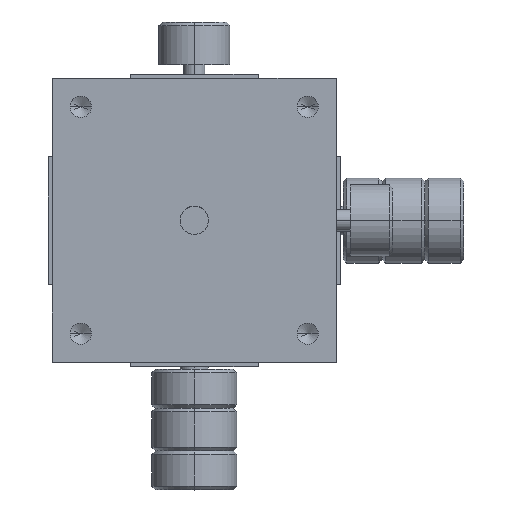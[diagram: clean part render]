
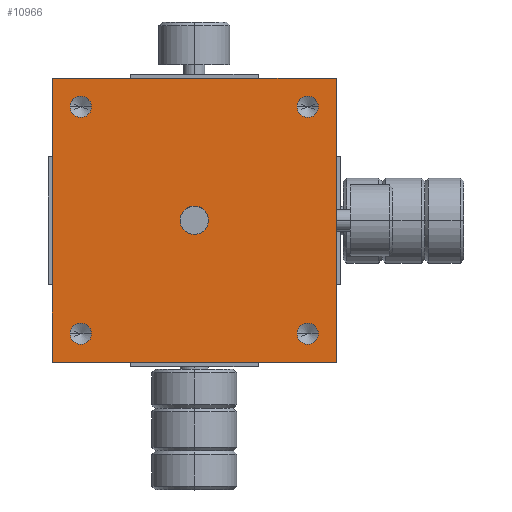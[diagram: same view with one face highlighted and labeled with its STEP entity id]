
A CAD part, top view. The second image highlights one B-rep face of the part: STEP entity #10966.
In plain terms, the highlighted planar face has unit normal (0, 0, 1).
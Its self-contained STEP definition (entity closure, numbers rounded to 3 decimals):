
#10744 = VERTEX_POINT ( 'NONE', #25665 ) ;
#10765 = EDGE_CURVE ( 'NONE', #10744, #10766, #25655, .T. ) ;
#10766 = VERTEX_POINT ( 'NONE', #25656 ) ;
#10889 = VERTEX_POINT ( 'NONE', #25882 ) ;
#10904 = EDGE_CURVE ( 'NONE', #11026, #11027, #25858, .T. ) ;
#10909 = VERTEX_POINT ( 'NONE', #25845 ) ;
#10920 = VERTEX_POINT ( 'NONE', #25825 ) ;
#10922 = EDGE_CURVE ( 'NONE', #10920, #10923, #25824, .T. ) ;
#10923 = VERTEX_POINT ( 'NONE', #25820 ) ;
#10927 = EDGE_CURVE ( 'NONE', #10941, #11001, #25813, .T. ) ;
#10928 = ORIENTED_EDGE ( 'NONE', *, *, #11008, .F. ) ;
#10929 = ORIENTED_EDGE ( 'NONE', *, *, #10931, .T. ) ;
#10930 = ORIENTED_EDGE ( 'NONE', *, *, #10954, .T. ) ;
#10931 = EDGE_CURVE ( 'NONE', #11056, #11049, #25808, .T. ) ;
#10932 = ORIENTED_EDGE ( 'NONE', *, *, #11048, .T. ) ;
#10933 = ORIENTED_EDGE ( 'NONE', *, *, #11037, .T. ) ;
#10938 = ORIENTED_EDGE ( 'NONE', *, *, #10927, .F. ) ;
#10939 = EDGE_LOOP ( 'NONE', ( #10938, #10928 ) ) ;
#10941 = VERTEX_POINT ( 'NONE', #25793 ) ;
#10954 = EDGE_CURVE ( 'NONE', #10998, #10923, #25782, .T. ) ;
#10955 = ORIENTED_EDGE ( 'NONE', *, *, #10922, .F. ) ;
#10956 = ORIENTED_EDGE ( 'NONE', *, *, #10965, .F. ) ;
#10957 = EDGE_LOOP ( 'NONE', ( #10956, #10933, #10930, #10955 ) ) ;
#10965 = EDGE_CURVE ( 'NONE', #11038, #10920, #25773, .T. ) ;
#10966 = ADVANCED_FACE ( 'NONE', ( #25769, #25768, #25767, #25766, #25765, #25764 ), #25763, .T. ) ;
#10998 = VERTEX_POINT ( 'NONE', #25704 ) ;
#10999 = EDGE_CURVE ( 'NONE', #10909, #10889, #25703, .T. ) ;
#11001 = VERTEX_POINT ( 'NONE', #25697 ) ;
#11008 = EDGE_CURVE ( 'NONE', #11001, #10941, #26159, .T. ) ;
#11013 = EDGE_LOOP ( 'NONE', ( #11022, #11024 ) ) ;
#11022 = ORIENTED_EDGE ( 'NONE', *, *, #11023, .T. ) ;
#11023 = EDGE_CURVE ( 'NONE', #10766, #10744, #26167, .T. ) ;
#11024 = ORIENTED_EDGE ( 'NONE', *, *, #10765, .T. ) ;
#11025 = EDGE_LOOP ( 'NONE', ( #11030, #11032 ) ) ;
#11026 = VERTEX_POINT ( 'NONE', #26153 ) ;
#11027 = VERTEX_POINT ( 'NONE', #26152 ) ;
#11030 = ORIENTED_EDGE ( 'NONE', *, *, #11031, .T. ) ;
#11031 = EDGE_CURVE ( 'NONE', #11027, #11026, #26145, .T. ) ;
#11032 = ORIENTED_EDGE ( 'NONE', *, *, #10904, .T. ) ;
#11033 = EDGE_LOOP ( 'NONE', ( #11034, #11066 ) ) ;
#11034 = ORIENTED_EDGE ( 'NONE', *, *, #10999, .T. ) ;
#11037 = EDGE_CURVE ( 'NONE', #11038, #10998, #26139, .T. ) ;
#11038 = VERTEX_POINT ( 'NONE', #26135 ) ;
#11048 = EDGE_CURVE ( 'NONE', #11049, #11056, #26122, .T. ) ;
#11049 = VERTEX_POINT ( 'NONE', #26117 ) ;
#11052 = EDGE_CURVE ( 'NONE', #10889, #10909, #26109, .T. ) ;
#11056 = VERTEX_POINT ( 'NONE', #26093 ) ;
#11066 = ORIENTED_EDGE ( 'NONE', *, *, #11052, .T. ) ;
#11067 = EDGE_LOOP ( 'NONE', ( #10929, #10932 ) ) ;
#25651 = DIRECTION ( 'NONE',  ( 1., 0., 0. ) ) ;
#25652 = DIRECTION ( 'NONE',  ( 0., 0., -1. ) ) ;
#25653 = CARTESIAN_POINT ( 'NONE',  ( -16., 16., 32.25 ) ) ;
#25654 = AXIS2_PLACEMENT_3D ( 'NONE', #25653, #25652, #25651 ) ;
#25655 = CIRCLE ( 'NONE', #25654, 1.5 ) ;
#25656 = CARTESIAN_POINT ( 'NONE',  ( -14.5, 16., 32.25 ) ) ;
#25665 = CARTESIAN_POINT ( 'NONE',  ( -17.5, 16., 32.25 ) ) ;
#25697 = CARTESIAN_POINT ( 'NONE',  ( 0., 2., 32.25 ) ) ;
#25699 = DIRECTION ( 'NONE',  ( 1., 0., 0. ) ) ;
#25700 = DIRECTION ( 'NONE',  ( 0., 0., -1. ) ) ;
#25701 = CARTESIAN_POINT ( 'NONE',  ( -16., -16., 32.25 ) ) ;
#25702 = AXIS2_PLACEMENT_3D ( 'NONE', #25701, #25700, #25699 ) ;
#25703 = CIRCLE ( 'NONE', #25702, 1.5 ) ;
#25704 = CARTESIAN_POINT ( 'NONE',  ( -20., 20., 32.25 ) ) ;
#25759 = DIRECTION ( 'NONE',  ( 0., -1., 0. ) ) ;
#25760 = DIRECTION ( 'NONE',  ( 0., 0., 1. ) ) ;
#25761 = CARTESIAN_POINT ( 'NONE',  ( -20., 60.893, 32.25 ) ) ;
#25762 = AXIS2_PLACEMENT_3D ( 'NONE', #25761, #25760, #25759 ) ;
#25763 = PLANE ( 'NONE',  #25762 ) ;
#25764 = FACE_OUTER_BOUND ( 'NONE', #10957, .T. ) ;
#25765 = FACE_BOUND ( 'NONE', #10939, .T. ) ;
#25766 = FACE_BOUND ( 'NONE', #11067, .T. ) ;
#25767 = FACE_BOUND ( 'NONE', #11033, .T. ) ;
#25768 = FACE_BOUND ( 'NONE', #11025, .T. ) ;
#25769 = FACE_BOUND ( 'NONE', #11013, .T. ) ;
#25770 = DIRECTION ( 'NONE',  ( 0., -1., 0. ) ) ;
#25771 = VECTOR ( 'NONE', #25770, 1000. ) ;
#25772 = CARTESIAN_POINT ( 'NONE',  ( 20., 60.893, 32.25 ) ) ;
#25773 = LINE ( 'NONE', #25772, #25771 ) ;
#25779 = DIRECTION ( 'NONE',  ( 0., -1., 0. ) ) ;
#25780 = VECTOR ( 'NONE', #25779, 1000. ) ;
#25781 = CARTESIAN_POINT ( 'NONE',  ( -20., 60.893, 32.25 ) ) ;
#25782 = LINE ( 'NONE', #25781, #25780 ) ;
#25793 = CARTESIAN_POINT ( 'NONE',  ( 0., -2., 32.25 ) ) ;
#25804 = DIRECTION ( 'NONE',  ( 1., 0., 0. ) ) ;
#25805 = DIRECTION ( 'NONE',  ( 0., 0., -1. ) ) ;
#25806 = CARTESIAN_POINT ( 'NONE',  ( 16., -16., 32.25 ) ) ;
#25807 = AXIS2_PLACEMENT_3D ( 'NONE', #25806, #25805, #25804 ) ;
#25808 = CIRCLE ( 'NONE', #25807, 1.5 ) ;
#25809 = DIRECTION ( 'NONE',  ( 0., -1., 0. ) ) ;
#25810 = DIRECTION ( 'NONE',  ( 0., 0., 1. ) ) ;
#25811 = CARTESIAN_POINT ( 'NONE',  ( 0., 0., 32.25 ) ) ;
#25812 = AXIS2_PLACEMENT_3D ( 'NONE', #25811, #25810, #25809 ) ;
#25813 = CIRCLE ( 'NONE', #25812, 2. ) ;
#25820 = CARTESIAN_POINT ( 'NONE',  ( -20., -20., 32.25 ) ) ;
#25821 = DIRECTION ( 'NONE',  ( -1., 0., 0. ) ) ;
#25822 = VECTOR ( 'NONE', #25821, 1000. ) ;
#25823 = CARTESIAN_POINT ( 'NONE',  ( -20., -20., 32.25 ) ) ;
#25824 = LINE ( 'NONE', #25823, #25822 ) ;
#25825 = CARTESIAN_POINT ( 'NONE',  ( 20., -20., 32.25 ) ) ;
#25845 = CARTESIAN_POINT ( 'NONE',  ( -14.5, -16., 32.25 ) ) ;
#25854 = DIRECTION ( 'NONE',  ( 1., 0., 0. ) ) ;
#25855 = DIRECTION ( 'NONE',  ( 0., 0., -1. ) ) ;
#25856 = CARTESIAN_POINT ( 'NONE',  ( 16., 16., 32.25 ) ) ;
#25857 = AXIS2_PLACEMENT_3D ( 'NONE', #25856, #25855, #25854 ) ;
#25858 = CIRCLE ( 'NONE', #25857, 1.5 ) ;
#25882 = CARTESIAN_POINT ( 'NONE',  ( -17.5, -16., 32.25 ) ) ;
#26093 = CARTESIAN_POINT ( 'NONE',  ( 17.5, -16., 32.25 ) ) ;
#26106 = DIRECTION ( 'NONE',  ( 1., 0., 0. ) ) ;
#26107 = DIRECTION ( 'NONE',  ( 0., 0., -1. ) ) ;
#26108 = AXIS2_PLACEMENT_3D ( 'NONE', #26114, #26107, #26106 ) ;
#26109 = CIRCLE ( 'NONE', #26108, 1.5 ) ;
#26114 = CARTESIAN_POINT ( 'NONE',  ( -16., -16., 32.25 ) ) ;
#26117 = CARTESIAN_POINT ( 'NONE',  ( 14.5, -16., 32.25 ) ) ;
#26118 = DIRECTION ( 'NONE',  ( 1., 0., 0. ) ) ;
#26119 = DIRECTION ( 'NONE',  ( 0., 0., -1. ) ) ;
#26120 = CARTESIAN_POINT ( 'NONE',  ( 16., -16., 32.25 ) ) ;
#26121 = AXIS2_PLACEMENT_3D ( 'NONE', #26120, #26119, #26118 ) ;
#26122 = CIRCLE ( 'NONE', #26121, 1.5 ) ;
#26135 = CARTESIAN_POINT ( 'NONE',  ( 20., 20., 32.25 ) ) ;
#26136 = DIRECTION ( 'NONE',  ( -1., 0., 0. ) ) ;
#26137 = VECTOR ( 'NONE', #26136, 1000. ) ;
#26138 = CARTESIAN_POINT ( 'NONE',  ( -20., 20., 32.25 ) ) ;
#26139 = LINE ( 'NONE', #26138, #26137 ) ;
#26142 = DIRECTION ( 'NONE',  ( 1., 0., 0. ) ) ;
#26143 = DIRECTION ( 'NONE',  ( 0., 0., -1. ) ) ;
#26144 = AXIS2_PLACEMENT_3D ( 'NONE', #26151, #26143, #26142 ) ;
#26145 = CIRCLE ( 'NONE', #26144, 1.5 ) ;
#26151 = CARTESIAN_POINT ( 'NONE',  ( 16., 16., 32.25 ) ) ;
#26152 = CARTESIAN_POINT ( 'NONE',  ( 17.5, 16., 32.25 ) ) ;
#26153 = CARTESIAN_POINT ( 'NONE',  ( 14.5, 16., 32.25 ) ) ;
#26154 = DIRECTION ( 'NONE',  ( 1., 0., 0. ) ) ;
#26155 = DIRECTION ( 'NONE',  ( 0., 0., -1. ) ) ;
#26156 = AXIS2_PLACEMENT_3D ( 'NONE', #26166, #26155, #26154 ) ;
#26157 = CARTESIAN_POINT ( 'NONE',  ( 0., 0., 32.25 ) ) ;
#26158 = AXIS2_PLACEMENT_3D ( 'NONE', #26157, #26187, #26186 ) ;
#26159 = CIRCLE ( 'NONE', #26158, 2. ) ;
#26166 = CARTESIAN_POINT ( 'NONE',  ( -16., 16., 32.25 ) ) ;
#26167 = CIRCLE ( 'NONE', #26156, 1.5 ) ;
#26186 = DIRECTION ( 'NONE',  ( 0., -1., 0. ) ) ;
#26187 = DIRECTION ( 'NONE',  ( 0., 0., 1. ) ) ;
